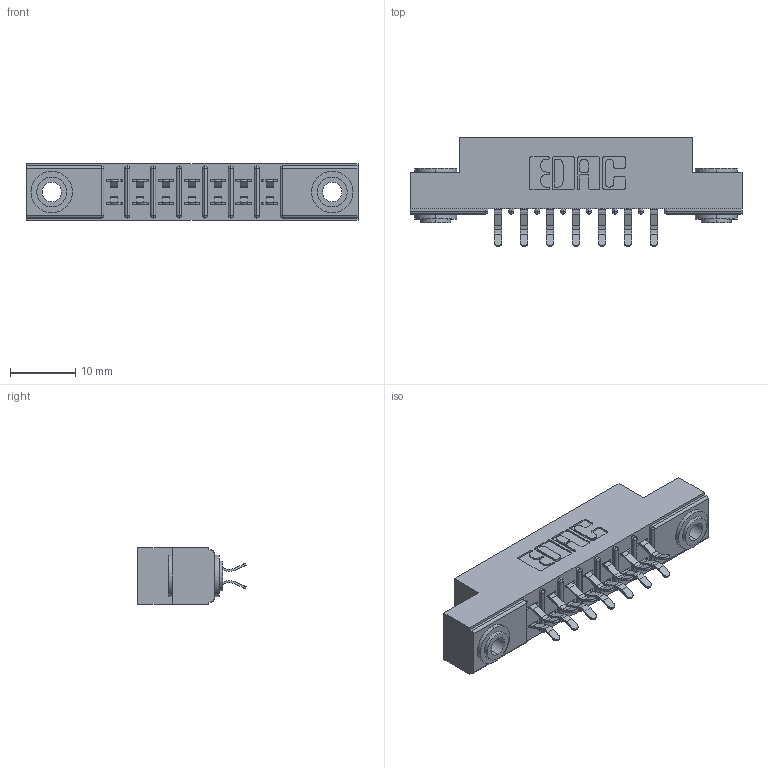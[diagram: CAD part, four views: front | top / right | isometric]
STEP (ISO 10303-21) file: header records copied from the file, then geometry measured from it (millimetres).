
FILE_DESCRIPTION (( 'STEP AP203' ), '1' );
FILE_NAME ('315-014-556-203.STEP', '2019-09-10T13:40:33', ( '' ), ( '' ), 'SwSTEP 2.0', 'SolidWorks 2016', '' );
FILE_SCHEMA (( 'CONFIG_CONTROL_DESIGN' ));
Length unit declared in the file: inch
Products named in the file (4): 305-290-001_556; 315-014-556-203; 345-250-002_345-250-002-102; 305 Part_.156 Dia
Assembly tree (17 placements, depth 2):
  315-014-556-203
    305 Part_.156 Dia
    305-290-001_556  x14
    345-250-002_345-250-002-102  x2
Bounding box: 50.75 x 16.64 x 8.71 mm (x, y, z)
Volume: 3208.9 mm3; surface area: 5419 mm2
Topology: 17 solids, 17 shells, 952 faces, 2689 edges, 1750 vertices
Faces by surface type: plane 526, cylinder 390, sphere 28, cone 8
Entity records: 13127 total; most frequent: CARTESIAN_POINT 2156, DIRECTION 2133, ORIENTED_EDGE 2126, EDGE_CURVE 1063, VECTOR 807, LINE 807, VERTEX_POINT 686, AXIS2_PLACEMENT_3D 663
